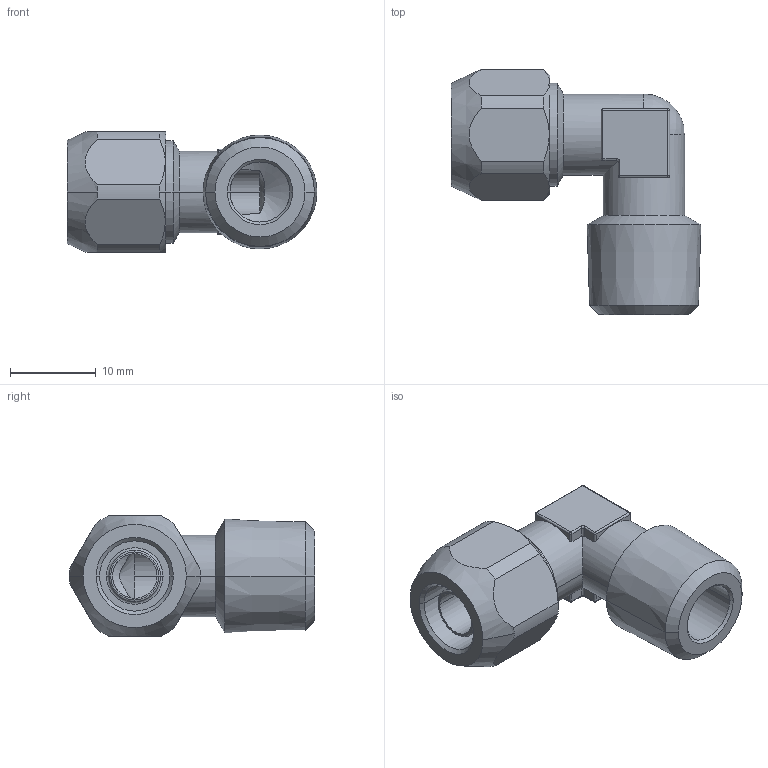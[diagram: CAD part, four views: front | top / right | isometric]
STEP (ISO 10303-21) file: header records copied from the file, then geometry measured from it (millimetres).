
FILE_DESCRIPTION(( 'CX.13.08.14.stp' ), '1');
FILE_NAME( 'CX.13.08.14.stp', '2018-08-24T14:34:42',( 'Sopra'),('sopra-pneumatic.com'), 'SwSTEP 2.0','SolidWorks 2009','' );
FILE_SCHEMA(('CONFIG_CONTROL_DESIGN'));
Length unit declared in the file: millimetre
Products named in the file (1): 361021B_150X4-8-6-1-4
Bounding box: 29.14 x 28.65 x 14 mm (x, y, z)
Volume: 3392.2 mm3; surface area: 3011.7 mm2
Topology: 1 solids, 1 shells, 104 faces, 244 edges, 144 vertices
Faces by surface type: cylinder 44, plane 25, cone 18, sphere 11, torus 6
Entity records: 3139 total; most frequent: CARTESIAN_POINT 707, DIRECTION 530, ORIENTED_EDGE 486, EDGE_CURVE 243, AXIS2_PLACEMENT_3D 216, VERTEX_POINT 144, CIRCLE 112, EDGE_LOOP 109
